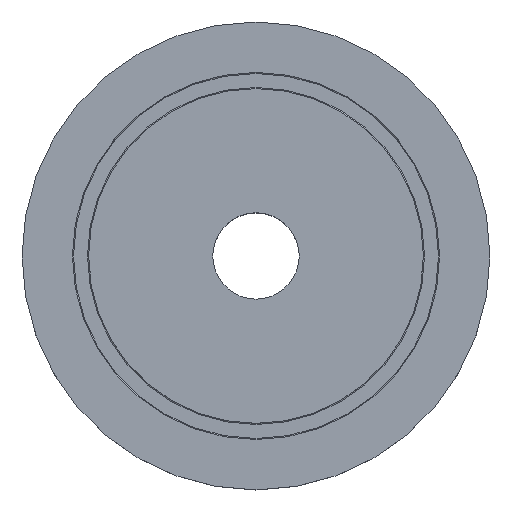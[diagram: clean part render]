
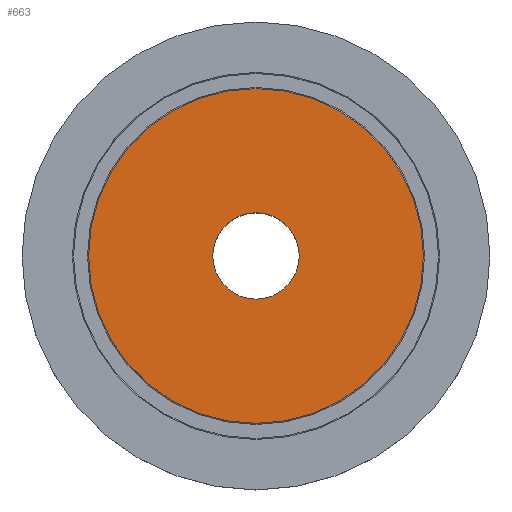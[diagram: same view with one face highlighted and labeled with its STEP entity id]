
A CAD part, top view. The second image highlights one B-rep face of the part: STEP entity #663.
In plain terms, the highlighted planar face has unit normal (0, 0, 1).
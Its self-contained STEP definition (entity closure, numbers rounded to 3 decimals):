
#55 = AXIS2_PLACEMENT_3D ( 'NONE', #1839, #1883, #1203 ) ;
#57 = DIRECTION ( 'NONE',  ( 0., 0., 1. ) ) ;
#235 = ORIENTED_EDGE ( 'NONE', *, *, #1316, .T. ) ;
#261 = ORIENTED_EDGE ( 'NONE', *, *, #1154, .T. ) ;
#306 = ORIENTED_EDGE ( 'NONE', *, *, #1209, .T. ) ;
#325 = FACE_BOUND ( 'NONE', #1204, .T. ) ;
#427 = EDGE_LOOP ( 'NONE', ( #261, #306 ) ) ;
#491 = CARTESIAN_POINT ( 'NONE',  ( -12., 0., 0. ) ) ;
#525 = CARTESIAN_POINT ( 'NONE',  ( 0., 0., 0. ) ) ;
#571 = DIRECTION ( 'NONE',  ( 1., 0., 0. ) ) ;
#657 = CIRCLE ( 'NONE', #1556, 12. ) ;
#658 = VERTEX_POINT ( 'NONE', #1358 ) ;
#663 = ADVANCED_FACE ( 'NONE', ( #325, #775 ), #1562, .F. ) ;
#681 = VERTEX_POINT ( 'NONE', #491 ) ;
#685 = AXIS2_PLACEMENT_3D ( 'NONE', #525, #1870, #571 ) ;
#775 = FACE_OUTER_BOUND ( 'NONE', #427, .T. ) ;
#839 = CIRCLE ( 'NONE', #1420, 46.5 ) ;
#861 = CIRCLE ( 'NONE', #1808, 12. ) ;
#1015 = EDGE_CURVE ( 'NONE', #681, #1281, #657, .T. ) ;
#1063 = VERTEX_POINT ( 'NONE', #1783 ) ;
#1154 = EDGE_CURVE ( 'NONE', #1063, #658, #1439, .T. ) ;
#1203 = DIRECTION ( 'NONE',  ( -1., 0., 0. ) ) ;
#1204 = EDGE_LOOP ( 'NONE', ( #1413, #235 ) ) ;
#1209 = EDGE_CURVE ( 'NONE', #658, #1063, #839, .T. ) ;
#1281 = VERTEX_POINT ( 'NONE', #1467 ) ;
#1294 = CARTESIAN_POINT ( 'NONE',  ( 0., 0., 0. ) ) ;
#1316 = EDGE_CURVE ( 'NONE', #1281, #681, #861, .T. ) ;
#1358 = CARTESIAN_POINT ( 'NONE',  ( -46.5, 0., 0. ) ) ;
#1413 = ORIENTED_EDGE ( 'NONE', *, *, #1015, .T. ) ;
#1420 = AXIS2_PLACEMENT_3D ( 'NONE', #1294, #57, #1989 ) ;
#1430 = CARTESIAN_POINT ( 'NONE',  ( 0., 0., 0. ) ) ;
#1439 = CIRCLE ( 'NONE', #685, 46.5 ) ;
#1443 = DIRECTION ( 'NONE',  ( 0., 0., -1. ) ) ;
#1452 = DIRECTION ( 'NONE',  ( -1., 0., 0. ) ) ;
#1467 = CARTESIAN_POINT ( 'NONE',  ( 12., 0., 0. ) ) ;
#1556 = AXIS2_PLACEMENT_3D ( 'NONE', #1712, #1721, #1731 ) ;
#1562 = PLANE ( 'NONE',  #55 ) ;
#1712 = CARTESIAN_POINT ( 'NONE',  ( 0., 0., 0. ) ) ;
#1721 = DIRECTION ( 'NONE',  ( 0., 0., -1. ) ) ;
#1731 = DIRECTION ( 'NONE',  ( -1., 0., 0. ) ) ;
#1783 = CARTESIAN_POINT ( 'NONE',  ( 46.5, 0., 0. ) ) ;
#1808 = AXIS2_PLACEMENT_3D ( 'NONE', #1430, #1443, #1452 ) ;
#1839 = CARTESIAN_POINT ( 'NONE',  ( 0., 0., 0. ) ) ;
#1870 = DIRECTION ( 'NONE',  ( 0., 0., 1. ) ) ;
#1883 = DIRECTION ( 'NONE',  ( 0., 0., -1. ) ) ;
#1989 = DIRECTION ( 'NONE',  ( 1., 0., 0. ) ) ;
